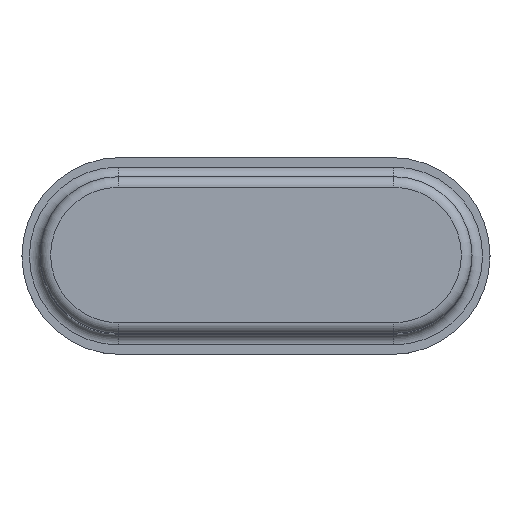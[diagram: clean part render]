
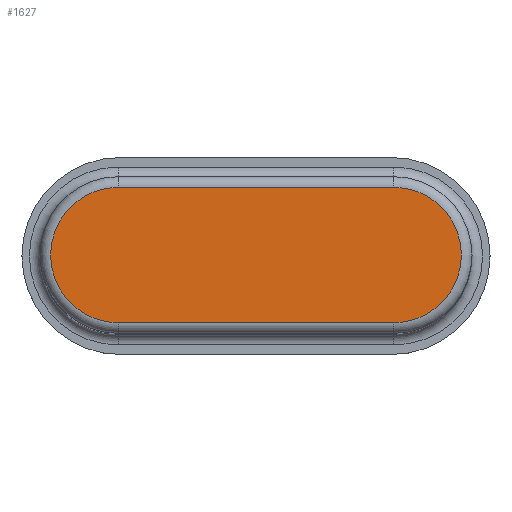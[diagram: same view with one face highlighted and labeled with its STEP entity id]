
A CAD part, top view. The second image highlights one B-rep face of the part: STEP entity #1627.
In plain terms, the highlighted planar face has unit normal (0, 0, 1).
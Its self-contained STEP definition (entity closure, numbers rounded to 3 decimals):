
#172=LINE('',#2792,#251);
#174=LINE('',#2810,#253);
#251=VECTOR('',#2492,1000.);
#253=VECTOR('',#2514,1000.);
#728=ORIENTED_EDGE('',*,*,#829,.F.);
#729=ORIENTED_EDGE('',*,*,#824,.F.);
#730=ORIENTED_EDGE('',*,*,#831,.F.);
#731=ORIENTED_EDGE('',*,*,#833,.F.);
#824=EDGE_CURVE('',#1053,#1054,#172,.T.);
#829=EDGE_CURVE('',#1054,#1056,#1212,.T.);
#831=EDGE_CURVE('',#1059,#1053,#1214,.T.);
#833=EDGE_CURVE('',#1056,#1059,#174,.T.);
#1053=VERTEX_POINT('',#2791);
#1054=VERTEX_POINT('',#2793);
#1056=VERTEX_POINT('',#2799);
#1059=VERTEX_POINT('',#2806);
#1212=CIRCLE('',#2351,1.6);
#1214=CIRCLE('',#2354,1.6);
#1330=EDGE_LOOP('',(#728,#729,#730,#731));
#1449=FACE_BOUND('',#1330,.T.);
#1528=PLANE('',#2432);
#1627=ADVANCED_FACE('',(#1449),#1528,.F.);
#2351=AXIS2_PLACEMENT_3D('',#2802,#2502,#2503);
#2354=AXIS2_PLACEMENT_3D('',#2807,#2508,#2509);
#2432=AXIS2_PLACEMENT_3D('',#4051,#2733,#2734);
#2492=DIRECTION('',(1.,0.,0.));
#2502=DIRECTION('',(0.,0.,-1.));
#2503=DIRECTION('',(-1.,0.,0.));
#2508=DIRECTION('',(0.,0.,-1.));
#2509=DIRECTION('',(-1.,0.,0.));
#2514=DIRECTION('',(-1.,0.,0.));
#2733=DIRECTION('',(0.,0.,-1.));
#2734=DIRECTION('',(-1.,0.,0.));
#2791=CARTESIAN_POINT('',(-3.25,1.6,26.16));
#2792=CARTESIAN_POINT('',(-3.25,1.6,26.16));
#2793=CARTESIAN_POINT('',(3.25,1.6,26.16));
#2799=CARTESIAN_POINT('',(3.25,-1.6,26.16));
#2802=CARTESIAN_POINT('',(3.25,0.,26.16));
#2806=CARTESIAN_POINT('',(-3.25,-1.6,26.16));
#2807=CARTESIAN_POINT('',(-3.25,0.,26.16));
#2810=CARTESIAN_POINT('',(-3.25,-1.6,26.16));
#4051=CARTESIAN_POINT('',(-3.25,0.,26.16));
